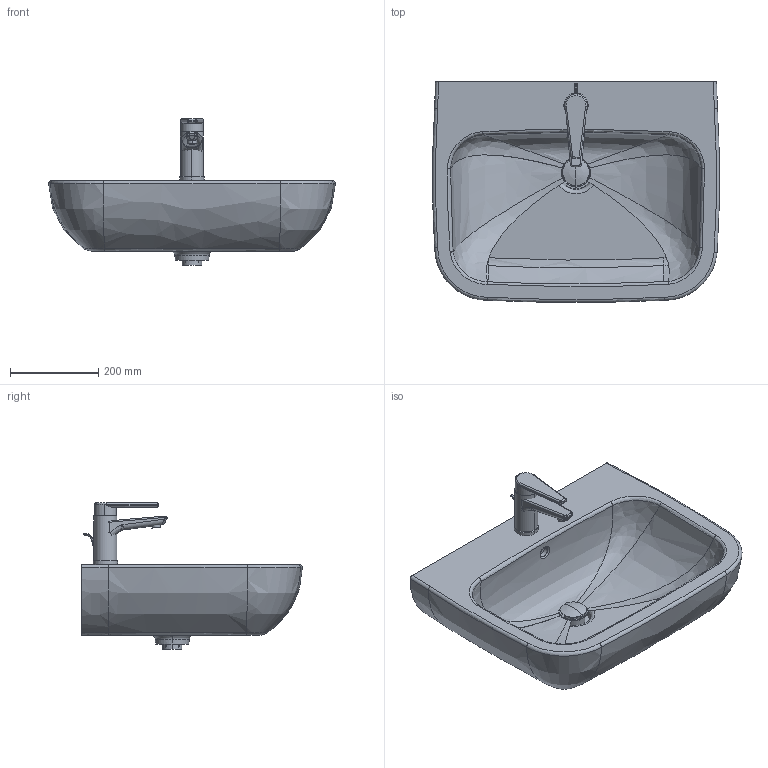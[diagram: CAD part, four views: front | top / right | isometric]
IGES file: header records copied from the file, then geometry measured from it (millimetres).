
Global section: file name: No Iges File Name specified; native system: AutoDesk Inventor R11.0; preprocessor: AutoDesk Inventor Iges Exporter R11.0; author: No Author specified; organization: No Organization specified; date: 20071024.202418; units: millimetre
Bounding box: 648.95 x 499.44 x 331.64 mm (x, y, z)
Volume: 20525347.5 mm3; surface area: 1203163.7 mm2
Topology: 8 solids, 8 shells, 226 faces, 561 edges, 336 vertices
Faces by surface type: bspline 61, cylinder 54, plane 46, revolution 29, torus 22, sphere 8, cone 6
